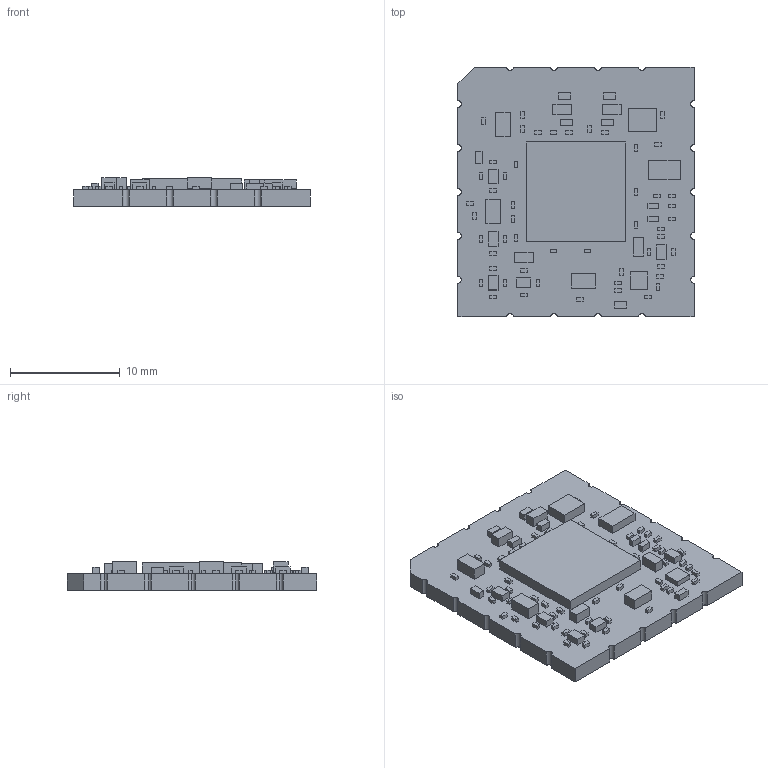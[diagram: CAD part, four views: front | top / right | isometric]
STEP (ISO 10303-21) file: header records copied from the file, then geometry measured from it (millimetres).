
FILE_DESCRIPTION(('Open CASCADE Model'),'2;1');
FILE_NAME('Open CASCADE Shape Model','2018-11-15T15:32:58',('Author'),( 'Open CASCADE'),'Open CASCADE STEP processor 6.8','Open CASCADE 6.8' ,'Unknown');
FILE_SCHEMA(('AUTOMOTIVE_DESIGN { 1 0 10303 214 1 1 1 1 }'));
Length unit declared in the file: millimetre
Products named in the file (107): PCB; Board; IC1; 1050309112; Extruded; C1; 1050309928; C2; 1050309384; C3; 1050308976; C4; C5; C6; 1050310064; C7; C8; C9; C10; C11; C12; C13; C14; C15; 1050310200; C16; C17; C18; C19; C20; C21; C22; C23; C24; C25; C26; C27; C28; 1050310336; C29 ...
Assembly tree (166 placements, depth 4):
  PCB
    Board
    IC1
      1050309112
        Extruded
    C1
      1050309928
        Extruded
    C2
      1050309384
        Extruded
    C3
      1050308976
        Extruded
    C4
      1050308976
        Extruded
    C5
      1050308976
        Extruded
    C6
      1050310064
        Extruded
    C7
      1050309928
        Extruded
    C8
      1050309384
        Extruded
    C9
      1050308976
        Extruded
    C10
      1050310064
        Extruded
    C11
      1050310064
        Extruded
    C12
      1050308976
        Extruded
    C13
      1050310064
        Extruded
    C14
      1050310064
        Extruded
    C15
      1050310200
        Extruded
    C16
      1050308976
        Extruded
    C17
      1050310064
        Extruded
    C18
      1050308976
        Extruded
    C19
Bounding box: 21.5 x 22.75 x 2.61 mm (x, y, z)
Volume: 853.2 mm3; surface area: 1536.8 mm2
Topology: 76 solids, 76 shells, 498 faces, 1038 edges, 692 vertices
Faces by surface type: plane 475, cylinder 23
Entity records: 6398 total; most frequent: DIRECTION 974, CARTESIAN_POINT 835, ORIENTED_EDGE 636, AXIS2_PLACEMENT_3D 351, EDGE_CURVE 318, PRODUCT_DEFINITION_SHAPE 273, LINE 272, VECTOR 272
